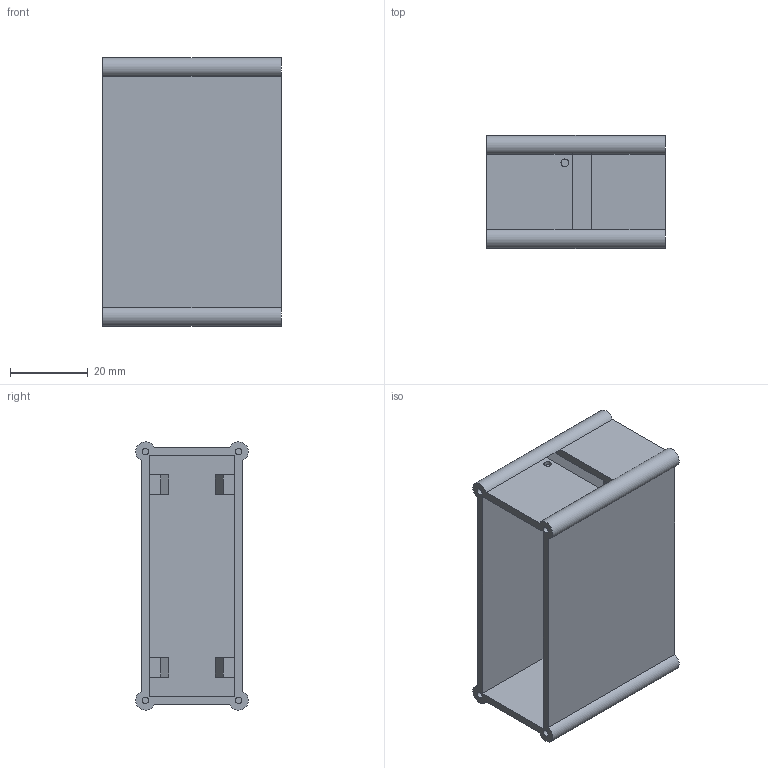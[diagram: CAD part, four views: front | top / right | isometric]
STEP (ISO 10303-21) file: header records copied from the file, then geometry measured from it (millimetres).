
FILE_DESCRIPTION(/* description */ (''),/* implementation_level */ '2;1');
FILE_NAME(/* name */ 'wb_box2.stp',/* time_stamp */ '2022-08-30T12:23:53+02:00',/* author */ ('PCA'),/* organization */ (''),/* preprocessor_version */ 'ST-DEVELOPER v19',/* originating_system */ 'Autodesk Inventor 2023',/* authorisation */ '');
FILE_SCHEMA (('AUTOMOTIVE_DESIGN { 1 0 10303 214 3 1 1 }'));
Length unit declared in the file: millimetre
Products named in the file (1): wb_box2
Bounding box: 46 x 29 x 69 mm (x, y, z)
Volume: 20824.1 mm3; surface area: 20196.1 mm2
Topology: 1 solids, 1 shells, 47 faces, 119 edges, 78 vertices
Faces by surface type: plane 38, cylinder 9
Full cylindrical faces by diameter (mm): 1.7 x4, 2 x1
Entity records: 1446 total; most frequent: CARTESIAN_POINT 245, ORIENTED_EDGE 238, DIRECTION 233, EDGE_CURVE 119, LINE 101, VECTOR 101, VERTEX_POINT 78, AXIS2_PLACEMENT_3D 66
